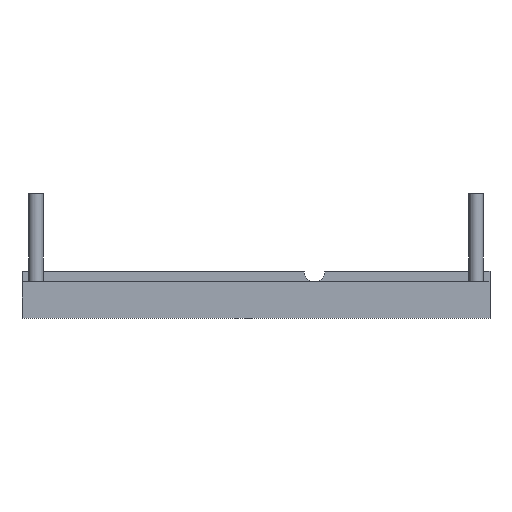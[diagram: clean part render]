
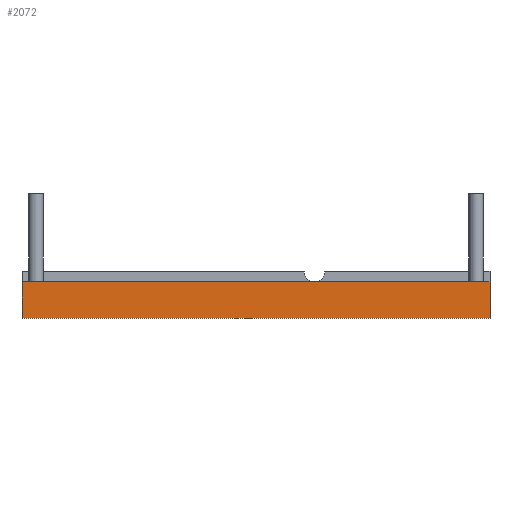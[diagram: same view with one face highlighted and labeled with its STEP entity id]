
A CAD part, front view. The second image highlights one B-rep face of the part: STEP entity #2072.
In plain terms, the highlighted planar face has unit normal (0, -1, 0).
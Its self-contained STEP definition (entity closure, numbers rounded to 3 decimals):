
#163=PLANE('',#2379);
#318=FACE_OUTER_BOUND('',#541,.T.);
#541=EDGE_LOOP('',(#1821,#1822,#1823,#1824));
#580=LINE('',#3323,#697);
#656=LINE('',#3655,#773);
#657=LINE('',#3657,#774);
#658=LINE('',#3658,#775);
#697=VECTOR('',#2658,10.);
#773=VECTOR('',#3072,10.);
#774=VECTOR('',#3073,10.);
#775=VECTOR('',#3074,10.);
#993=VERTEX_POINT('',#3312);
#998=VERTEX_POINT('',#3321);
#1085=VERTEX_POINT('',#3654);
#1086=VERTEX_POINT('',#3656);
#1192=EDGE_CURVE('',#993,#998,#580,.T.);
#1336=EDGE_CURVE('',#1085,#998,#656,.T.);
#1337=EDGE_CURVE('',#1086,#1085,#657,.T.);
#1338=EDGE_CURVE('',#993,#1086,#658,.T.);
#1821=ORIENTED_EDGE('',*,*,#1336,.F.);
#1822=ORIENTED_EDGE('',*,*,#1337,.F.);
#1823=ORIENTED_EDGE('',*,*,#1338,.F.);
#1824=ORIENTED_EDGE('',*,*,#1192,.T.);
#2072=ADVANCED_FACE('',(#318),#163,.T.);
#2379=AXIS2_PLACEMENT_3D('',#3653,#3070,#3071);
#2658=DIRECTION('',(-1.,0.,0.));
#3070=DIRECTION('center_axis',(0.,-1.,0.));
#3071=DIRECTION('ref_axis',(0.,0.,-1.));
#3072=DIRECTION('',(0.,0.,1.));
#3073=DIRECTION('',(-1.,0.,0.));
#3074=DIRECTION('',(0.,0.,-1.));
#3312=CARTESIAN_POINT('',(168.,-3.5,14.5));
#3321=CARTESIAN_POINT('',(-18.,-3.5,14.5));
#3323=CARTESIAN_POINT('',(5.,-3.5,14.5));
#3653=CARTESIAN_POINT('Origin',(7.,-3.5,0.));
#3654=CARTESIAN_POINT('',(-18.,-3.5,0.));
#3655=CARTESIAN_POINT('',(-18.,-3.5,0.));
#3656=CARTESIAN_POINT('',(168.,-3.5,0.));
#3657=CARTESIAN_POINT('',(26.,-3.5,0.));
#3658=CARTESIAN_POINT('',(168.,-3.5,0.));
